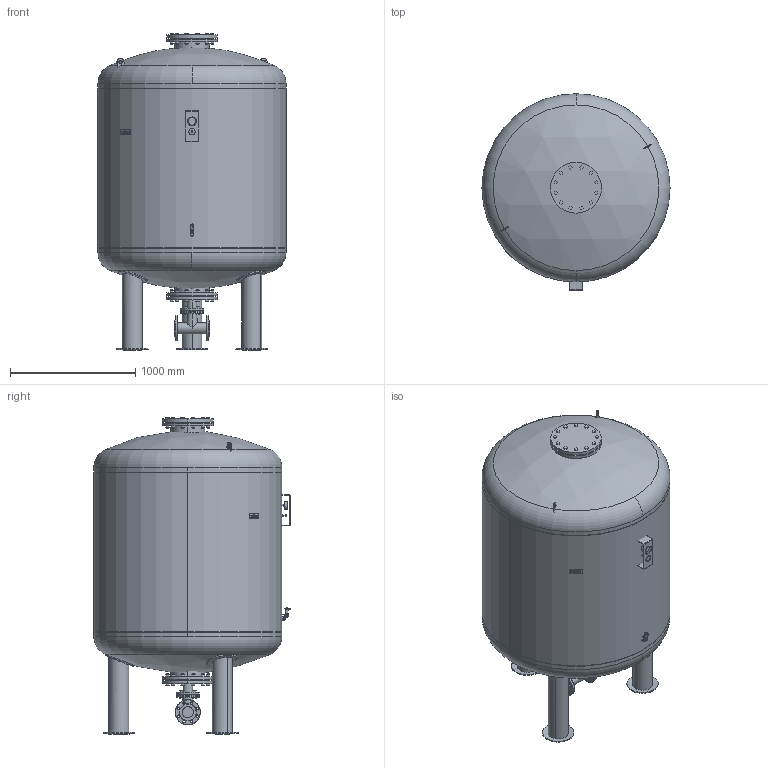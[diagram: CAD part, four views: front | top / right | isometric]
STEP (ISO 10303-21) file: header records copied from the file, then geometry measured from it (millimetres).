
FILE_DESCRIPTION((''),'2;1');
FILE_NAME('3d_DT53000_10bar-7337905.stp','2009-12-29T14:06:23',(''),(''),'Mechanical Desktop 2008','Mechanical Desktop 2008',', , ');
FILE_SCHEMA(('CONFIG_CONTROL_DESIGN'));
Length unit declared in the file: millimetre
Products named in the file (1): Product
Bounding box: 1500 x 1566 x 2526.45 mm (x, y, z)
Volume: 3114866075.4 mm3; surface area: 21053484.2 mm2
Topology: 28 solids, 28 shells, 998 faces, 2486 edges, 1627 vertices
Faces by surface type: plane 550, cylinder 228, cone 109, bspline 93, torus 12, sphere 6
Entity records: 31885 total; most frequent: CARTESIAN_POINT 7583, DIRECTION 5013, ORIENTED_EDGE 4956, EDGE_CURVE 2478, AXIS2_PLACEMENT_3D 1729, VERTEX_POINT 1627, VECTOR 1555, LINE 1555
